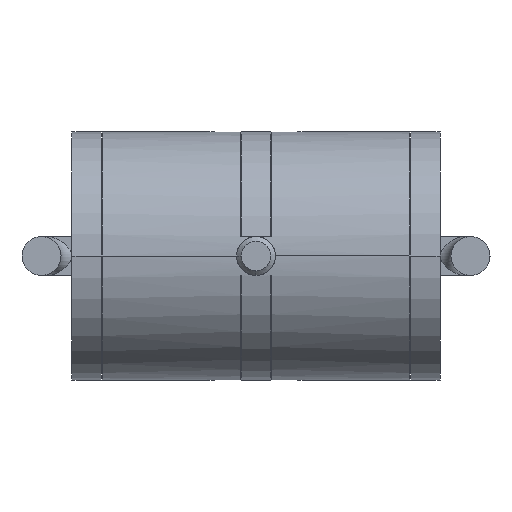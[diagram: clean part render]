
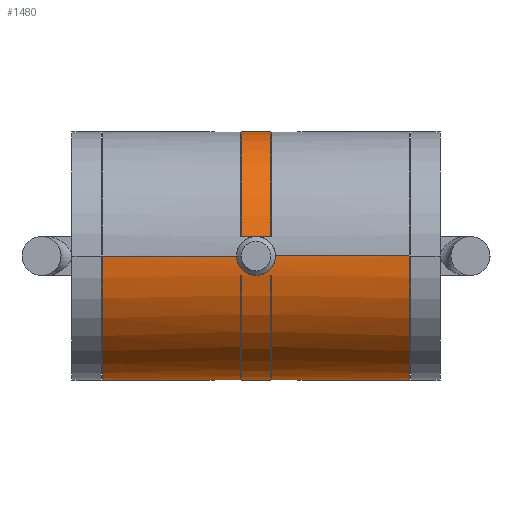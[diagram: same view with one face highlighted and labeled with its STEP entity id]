
A CAD part, left-side view. The second image highlights one B-rep face of the part: STEP entity #1480.
In plain terms, the highlighted cylindrical face has radius 2.55 mm (diameter 5.1 mm), a partial arc.
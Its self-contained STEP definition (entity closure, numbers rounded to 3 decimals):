
#176=DIRECTION('',(0.,1.,0.));
#177=VECTOR('',#176,0.025);
#178=CARTESIAN_POINT('',(-2.518,0.3,-0.4));
#179=LINE('',#178,#177);
#184=DIRECTION('',(0.,-1.,0.));
#185=VECTOR('',#184,0.025);
#186=CARTESIAN_POINT('',(-2.518,-0.3,-0.4));
#187=LINE('',#186,#185);
#311=DIRECTION('',(0.,-1.,0.));
#312=VECTOR('',#311,2.75);
#313=CARTESIAN_POINT('',(-2.55,3.15,0.));
#314=LINE('',#313,#312);
#320=DIRECTION('',(0.,-1.,0.));
#321=VECTOR('',#320,2.825);
#322=CARTESIAN_POINT('',(2.55,3.15,0.));
#323=LINE('',#322,#321);
#324=DIRECTION('',(0.,-1.,0.));
#325=VECTOR('',#324,2.75);
#326=CARTESIAN_POINT('',(-2.55,-0.4,0.));
#327=LINE('',#326,#325);
#333=DIRECTION('',(0.,-1.,0.));
#334=VECTOR('',#333,2.825);
#335=CARTESIAN_POINT('',(2.55,-0.325,0.));
#336=LINE('',#335,#334);
#354=CARTESIAN_POINT('',(0.,0.325,0.));
#355=DIRECTION('',(0.,-1.,0.));
#356=DIRECTION('',(-0.988,0.,-0.157));
#357=AXIS2_PLACEMENT_3D('',#354,#355,#356);
#399=CARTESIAN_POINT('',(0.,-0.3,0.));
#400=DIRECTION('',(0.,-1.,0.));
#401=DIRECTION('',(-0.988,0.,-0.157));
#402=AXIS2_PLACEMENT_3D('',#399,#400,#401);
#404=DIRECTION('',(0.,-1.,0.));
#405=VECTOR('',#404,0.3);
#406=CARTESIAN_POINT('',(-2.518,0.,0.4));
#407=LINE('',#406,#405);
#408=DIRECTION('',(0.,1.,0.));
#409=VECTOR('',#408,0.3);
#410=CARTESIAN_POINT('',(-2.518,0.,0.4));
#411=LINE('',#410,#409);
#412=CARTESIAN_POINT('',(0.,0.3,0.));
#413=DIRECTION('',(0.,1.,0.));
#414=DIRECTION('',(-0.988,0.,0.157));
#415=AXIS2_PLACEMENT_3D('',#412,#413,#414);
#417=CARTESIAN_POINT('',(0.,3.15,0.));
#418=DIRECTION('',(0.,-1.,0.));
#419=DIRECTION('',(-1.,0.,0.));
#420=AXIS2_PLACEMENT_3D('',#417,#418,#419);
#422=CARTESIAN_POINT('',(0.,-0.325,0.));
#423=DIRECTION('',(0.,-1.,0.));
#424=DIRECTION('',(-0.988,0.,-0.157));
#425=AXIS2_PLACEMENT_3D('',#422,#423,#424);
#488=CARTESIAN_POINT('',(-2.518,0.,-0.4));
#489=CARTESIAN_POINT('',(-2.518,0.021,-0.4));
#490=CARTESIAN_POINT('',(-2.519,0.062,
-0.397));
#491=CARTESIAN_POINT('',(-2.521,0.124,
-0.382));
#492=CARTESIAN_POINT('',(-2.525,0.182,
-0.358));
#493=CARTESIAN_POINT('',(-2.529,0.236,
-0.325));
#494=CARTESIAN_POINT('',(-2.534,0.284,
-0.284));
#495=CARTESIAN_POINT('',(-2.539,0.325,
-0.236));
#496=CARTESIAN_POINT('',(-2.544,0.358,
-0.182));
#497=CARTESIAN_POINT('',(-2.547,0.382,
-0.124));
#498=CARTESIAN_POINT('',(-2.549,0.397,
-0.062));
#499=CARTESIAN_POINT('',(-2.55,0.4,-0.021));
#500=CARTESIAN_POINT('',(-2.55,0.4,0.));
#557=CARTESIAN_POINT('',(-2.55,-0.4,0.));
#558=CARTESIAN_POINT('',(-2.55,-0.4,-0.021));
#559=CARTESIAN_POINT('',(-2.549,-0.397,
-0.062));
#560=CARTESIAN_POINT('',(-2.547,-0.382,
-0.124));
#561=CARTESIAN_POINT('',(-2.544,-0.358,
-0.182));
#562=CARTESIAN_POINT('',(-2.539,-0.325,
-0.236));
#563=CARTESIAN_POINT('',(-2.534,-0.284,
-0.284));
#564=CARTESIAN_POINT('',(-2.529,-0.236,
-0.325));
#565=CARTESIAN_POINT('',(-2.525,-0.182,
-0.358));
#566=CARTESIAN_POINT('',(-2.521,-0.124,
-0.382));
#567=CARTESIAN_POINT('',(-2.519,-0.062,
-0.397));
#568=CARTESIAN_POINT('',(-2.518,-0.021,-0.4));
#569=CARTESIAN_POINT('',(-2.518,0.,-0.4));
#571=CARTESIAN_POINT('',(0.,-3.15,0.));
#572=DIRECTION('',(0.,-1.,0.));
#573=DIRECTION('',(-1.,0.,0.));
#574=AXIS2_PLACEMENT_3D('',#571,#572,#573);
#742=CARTESIAN_POINT('',(2.55,-0.325,0.));
#743=CARTESIAN_POINT('',(2.55,-3.15,0.));
#744=VERTEX_POINT('',#742);
#745=VERTEX_POINT('',#743);
#762=CARTESIAN_POINT('',(2.55,3.15,0.));
#763=CARTESIAN_POINT('',(2.55,0.325,0.));
#764=VERTEX_POINT('',#762);
#765=VERTEX_POINT('',#763);
#774=CARTESIAN_POINT('',(-2.55,3.15,0.));
#775=VERTEX_POINT('',#774);
#776=CARTESIAN_POINT('',(-2.55,-3.15,0.));
#777=VERTEX_POINT('',#776);
#840=CARTESIAN_POINT('',(-2.518,0.3,-0.4));
#841=CARTESIAN_POINT('',(-2.518,0.325,-0.4));
#842=VERTEX_POINT('',#840);
#843=VERTEX_POINT('',#841);
#844=CARTESIAN_POINT('',(-2.518,-0.3,-0.4));
#845=CARTESIAN_POINT('',(-2.518,-0.325,-0.4));
#846=VERTEX_POINT('',#844);
#847=VERTEX_POINT('',#845);
#848=CARTESIAN_POINT('',(-2.518,0.3,0.4));
#850=VERTEX_POINT('',#848);
#852=CARTESIAN_POINT('',(-2.518,0.,0.4));
#853=VERTEX_POINT('',#852);
#854=CARTESIAN_POINT('',(-2.518,-0.3,0.4));
#855=VERTEX_POINT('',#854);
#876=VERTEX_POINT('',#488);
#877=VERTEX_POINT('',#500);
#894=CARTESIAN_POINT('',(-2.55,-0.4,0.));
#895=VERTEX_POINT('',#894);
#1452=CARTESIAN_POINT('',(0.,0.,0.));
#1453=DIRECTION('',(0.,-1.,0.));
#1454=DIRECTION('',(-1.,0.,0.));
#1455=AXIS2_PLACEMENT_3D('',#1452,#1453,#1454);
#1456=CYLINDRICAL_SURFACE('',#1455,2.55);
#1457=ORIENTED_EDGE('',*,*,#1163,.F.);
#1459=ORIENTED_EDGE('',*,*,#1458,.T.);
#1460=ORIENTED_EDGE('',*,*,#1372,.F.);
#1461=ORIENTED_EDGE('',*,*,#1351,.T.);
#1463=ORIENTED_EDGE('',*,*,#1462,.T.);
#1464=ORIENTED_EDGE('',*,*,#1147,.T.);
#1465=ORIENTED_EDGE('',*,*,#1394,.T.);
#1466=ORIENTED_EDGE('',*,*,#1358,.F.);
#1467=ORIENTED_EDGE('',*,*,#1334,.F.);
#1468=ORIENTED_EDGE('',*,*,#1355,.T.);
#1470=ORIENTED_EDGE('',*,*,#1469,.F.);
#1472=ORIENTED_EDGE('',*,*,#1471,.F.);
#1473=ORIENTED_EDGE('',*,*,#1368,.T.);
#1475=ORIENTED_EDGE('',*,*,#1474,.T.);
#1476=ORIENTED_EDGE('',*,*,#1377,.F.);
#1477=ORIENTED_EDGE('',*,*,#1439,.F.);
#1478=EDGE_LOOP('',(#1457,#1459,#1460,#1461,#1463,#1464,#1465,#1466,#1467,#1468,
#1470,#1472,#1473,#1475,#1476,#1477));
#1479=FACE_OUTER_BOUND('',#1478,.F.);
#358=CIRCLE('',#357,2.55);
#403=CIRCLE('',#402,2.55);
#416=CIRCLE('',#415,2.55);
#421=CIRCLE('',#420,2.55);
#426=CIRCLE('',#425,2.55);
#501=B_SPLINE_CURVE_WITH_KNOTS('',3,(#488,#489,#490,#491,#492,#493,#494,#495,
#496,#497,#498,#499,#500),.UNSPECIFIED.,.F.,.F.,(4,1,1,1,1,1,1,1,1,1,4),(0.,
0.1,0.2,0.3,0.4,0.5,0.6,0.7,0.8,0.9,1.),.UNSPECIFIED.);
#570=B_SPLINE_CURVE_WITH_KNOTS('',3,(#557,#558,#559,#560,#561,#562,#563,#564,
#565,#566,#567,#568,#569),.UNSPECIFIED.,.F.,.F.,(4,1,1,1,1,1,1,1,1,1,4),(0.,
0.1,0.2,0.3,0.4,0.5,0.6,0.7,0.8,0.9,1.),.UNSPECIFIED.);
#575=CIRCLE('',#574,2.55);
#1147=EDGE_CURVE('',#842,#843,#179,.T.);
#1163=EDGE_CURVE('',#846,#847,#187,.T.);
#1334=EDGE_CURVE('',#775,#764,#421,.T.);
#1351=EDGE_CURVE('',#853,#850,#411,.T.);
#1355=EDGE_CURVE('',#775,#877,#314,.T.);
#1358=EDGE_CURVE('',#764,#765,#323,.T.);
#1368=EDGE_CURVE('',#895,#777,#327,.T.);
#1372=EDGE_CURVE('',#853,#855,#407,.T.);
#1377=EDGE_CURVE('',#744,#745,#336,.T.);
#1394=EDGE_CURVE('',#843,#765,#358,.T.);
#1439=EDGE_CURVE('',#847,#744,#426,.T.);
#1458=EDGE_CURVE('',#846,#855,#403,.T.);
#1462=EDGE_CURVE('',#850,#842,#416,.T.);
#1469=EDGE_CURVE('',#876,#877,#501,.T.);
#1471=EDGE_CURVE('',#895,#876,#570,.T.);
#1474=EDGE_CURVE('',#777,#745,#575,.T.);
#1480=ADVANCED_FACE('',(#1479),#1456,.T.);
